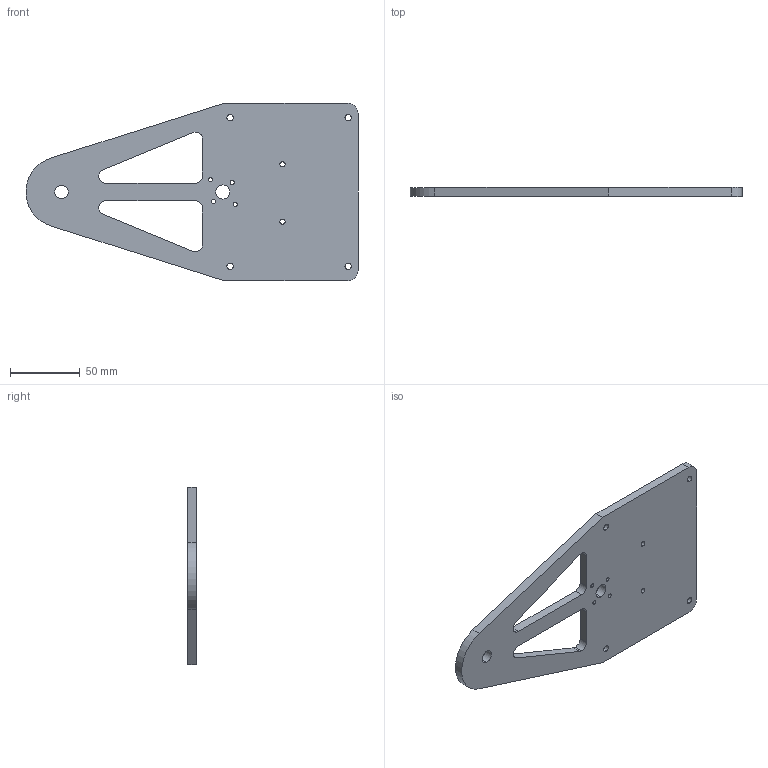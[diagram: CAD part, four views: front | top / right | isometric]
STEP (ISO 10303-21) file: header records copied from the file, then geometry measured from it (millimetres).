
FILE_DESCRIPTION (( 'STEP AP203' ), '1' );
FILE_NAME ('Bottom Plate.STEP', '2023-08-16T12:56:23', ( '' ), ( '' ), 'SwSTEP 2.0', 'SolidWorks 2022', '' );
FILE_SCHEMA (( 'CONFIG_CONTROL_DESIGN' ));
Length unit declared in the file: inch
Products named in the file (1): Bottom Plate
Bounding box: 237.2 x 6.35 x 127 mm (x, y, z)
Volume: 126324.3 mm3; surface area: 47396.2 mm2
Topology: 1 solids, 1 shells, 47 faces, 135 edges, 90 vertices
Faces by surface type: cylinder 34, plane 13
Entity records: 1712 total; most frequent: DIRECTION 299, CARTESIAN_POINT 273, ORIENTED_EDGE 270, EDGE_CURVE 135, AXIS2_PLACEMENT_3D 116, VERTEX_POINT 90, EDGE_LOOP 75, CIRCLE 68
